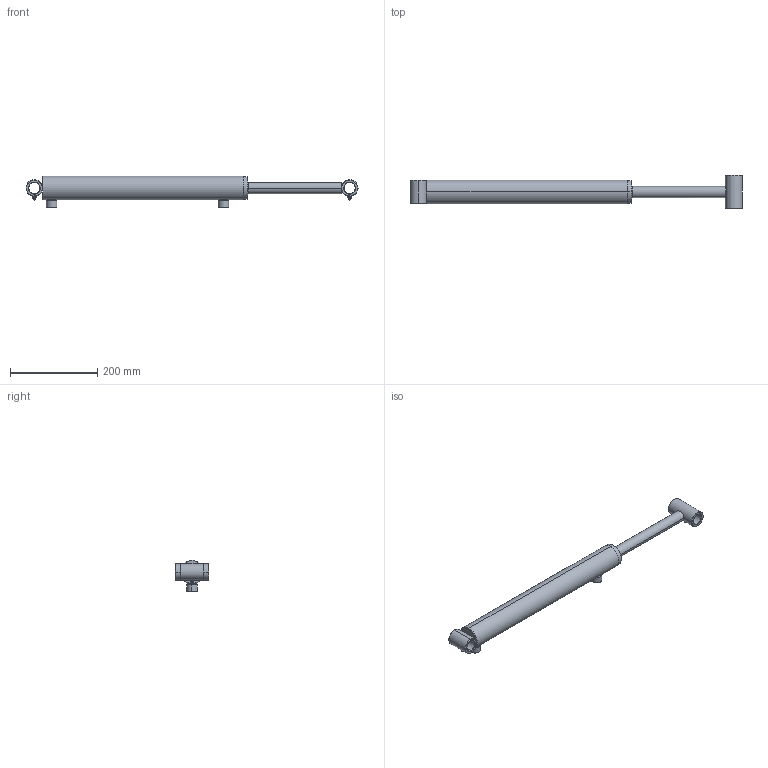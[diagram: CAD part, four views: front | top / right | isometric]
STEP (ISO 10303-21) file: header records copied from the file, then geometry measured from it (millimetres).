
FILE_DESCRIPTION (( 'STEP AP214' ), '1' );
FILE_NAME ('WLD-1.75x14.STEP', '2023-07-07T07:11:00', ( '' ), ( '' ), 'SwSTEP 2.0', 'SolidWorks 2014', '' );
FILE_SCHEMA (( 'AUTOMOTIVE_DESIGN' ));
Length unit declared in the file: millimetre
Products named in the file (4): Bore; Zerk M6; ROD; WLD-1.75x14
Assembly tree (4 placements, depth 2):
  WLD-1.75x14
    Bore
    ROD
    Zerk M6  x2
Bounding box: 761.9 x 76 x 72 mm (x, y, z)
Volume: 895605.1 mm3; surface area: 239464.4 mm2
Topology: 4 solids, 4 shells, 146 faces, 367 edges, 226 vertices
Faces by surface type: cone 62, cylinder 39, plane 39, bspline 6
Entity records: 4932 total; most frequent: CARTESIAN_POINT 1533, DIRECTION 643, ORIENTED_EDGE 638, EDGE_CURVE 319, AXIS2_PLACEMENT_3D 258, VERTEX_POINT 194, EDGE_LOOP 141, CIRCLE 128
